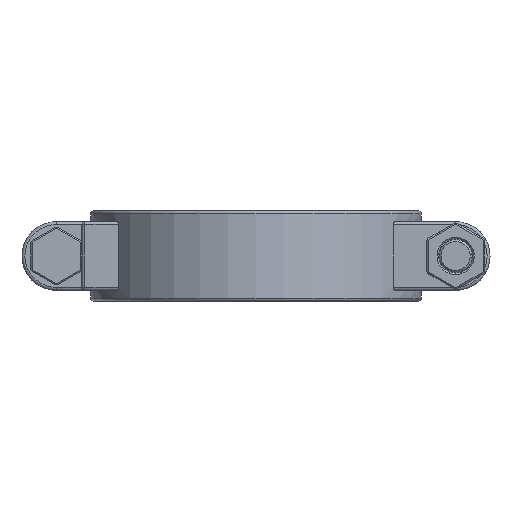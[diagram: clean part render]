
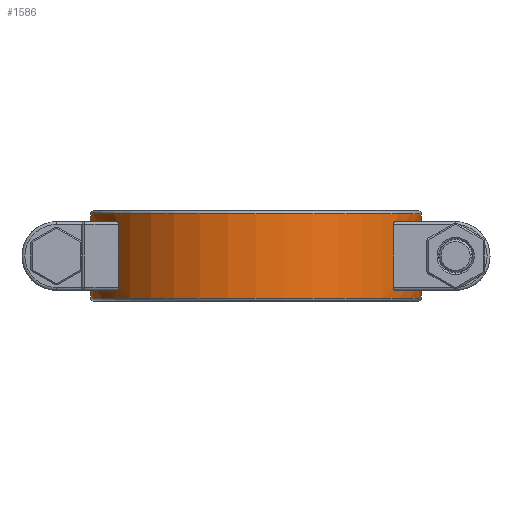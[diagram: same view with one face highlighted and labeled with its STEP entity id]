
A CAD part, front view. The second image highlights one B-rep face of the part: STEP entity #1586.
In plain terms, the highlighted cylindrical face has radius 45.244 mm (diameter 90.488 mm), a partial arc.
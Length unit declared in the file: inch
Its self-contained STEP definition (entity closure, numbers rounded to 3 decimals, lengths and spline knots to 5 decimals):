
#168=CARTESIAN_POINT('',(-1.48079,0.99,-0.33875));
#169=VERTEX_POINT('',#168);
#170=CARTESIAN_POINT('',(-1.50122,0.95875,-0.37));
#171=VERTEX_POINT('',#170);
#172=CARTESIAN_POINT('',(-1.50122,0.95875,-0.37));
#173=CARTESIAN_POINT('',(-1.49867,0.96273,-0.37));
#174=CARTESIAN_POINT('',(-1.49592,0.96701,-0.3692));
#175=CARTESIAN_POINT('',(-1.49074,0.97498,-0.36581));
#176=CARTESIAN_POINT('',(-1.48832,0.97866,-0.36322));
#177=CARTESIAN_POINT('',(-1.48477,0.98403,-0.35747));
#178=CARTESIAN_POINT('',(-1.48331,0.98623,-0.35415));
#179=CARTESIAN_POINT('',(-1.48131,0.98922,-0.34674));
#180=CARTESIAN_POINT('',(-1.48079,0.99,-0.34265));
#181=CARTESIAN_POINT('',(-1.48079,0.99,-0.33875));
#182=B_SPLINE_CURVE_WITH_KNOTS('',3,(#172,#173,#174,#175,#176,#177,#178,#179,#180,#181),.UNSPECIFIED.,.F.,.U.,(4,2,2,2,4),(0.1306,0.16663,0.20265,0.23235,0.26205),.UNSPECIFIED.);
#183=EDGE_CURVE('',#169,#171,#182,.F.);
#206=CARTESIAN_POINT('',(-1.50122,0.95875,0.37));
#207=VERTEX_POINT('',#206);
#208=CARTESIAN_POINT('',(-1.48079,0.99,0.33875));
#209=VERTEX_POINT('',#208);
#210=CARTESIAN_POINT('',(-1.48079,0.99,0.33875));
#211=CARTESIAN_POINT('',(-1.48079,0.99,0.34265));
#212=CARTESIAN_POINT('',(-1.48131,0.98922,0.34674));
#213=CARTESIAN_POINT('',(-1.48331,0.98623,0.35415));
#214=CARTESIAN_POINT('',(-1.48477,0.98403,0.35747));
#215=CARTESIAN_POINT('',(-1.48832,0.97866,0.36322));
#216=CARTESIAN_POINT('',(-1.49074,0.97498,0.36581));
#217=CARTESIAN_POINT('',(-1.49592,0.96701,0.3692));
#218=CARTESIAN_POINT('',(-1.49867,0.96273,0.37));
#219=CARTESIAN_POINT('',(-1.50122,0.95875,0.37));
#220=B_SPLINE_CURVE_WITH_KNOTS('',3,(#210,#211,#212,#213,#214,#215,#216,#217,#218,#219),.UNSPECIFIED.,.F.,.U.,(4,2,2,2,4),(0.0,0.0297,0.0594,0.09542,0.13145),.UNSPECIFIED.);
#221=EDGE_CURVE('',#207,#209,#220,.F.);
#261=CARTESIAN_POINT('',(-1.78097,0.03181,0.37));
#262=VERTEX_POINT('',#261);
#270=CARTESIAN_POINT('',(0.0,0.0,0.37));
#271=DIRECTION('',(0.0,0.0,1.0));
#272=DIRECTION('',(1.0,0.0,0.0));
#273=AXIS2_PLACEMENT_3D('',#270,#271,#272);
#274=CIRCLE('',#273,1.78125);
#275=EDGE_CURVE('',#207,#262,#274,.T.);
#418=CARTESIAN_POINT('',(-1.48079,0.99,-0.33875));
#419=DIRECTION('',(0.0,0.0,1.0));
#420=VECTOR('',#419,0.6775);
#421=LINE('',#418,#420);
#422=EDGE_CURVE('',#169,#209,#421,.T.);
#991=CARTESIAN_POINT('',(-1.78097,0.03181,0.45375));
#992=VERTEX_POINT('',#991);
#1000=CARTESIAN_POINT('',(-1.78097,0.03181,0.45375));
#1001=DIRECTION('',(0.0,0.0,-1.0));
#1002=VECTOR('',#1001,0.08375);
#1003=LINE('',#1000,#1002);
#1004=EDGE_CURVE('',#992,#262,#1003,.T.);
#1030=CARTESIAN_POINT('',(-1.78097,0.03181,-0.45375));
#1031=VERTEX_POINT('',#1030);
#1056=CARTESIAN_POINT('',(-1.78097,0.03181,-0.37));
#1057=VERTEX_POINT('',#1056);
#1065=CARTESIAN_POINT('',(-1.78097,0.03181,-0.37));
#1066=DIRECTION('',(0.0,0.0,-1.0));
#1067=VECTOR('',#1066,0.08375);
#1068=LINE('',#1065,#1067);
#1069=EDGE_CURVE('',#1057,#1031,#1068,.T.);
#1445=CARTESIAN_POINT('',(0.0,0.0,-0.37));
#1446=DIRECTION('',(0.0,0.0,-1.0));
#1447=DIRECTION('',(1.0,0.0,0.0));
#1448=AXIS2_PLACEMENT_3D('',#1445,#1446,#1447);
#1449=CIRCLE('',#1448,1.78125);
#1450=EDGE_CURVE('',#1057,#171,#1449,.T.);
#1484=CARTESIAN_POINT('',(0.0,0.0,0.));
#1485=DIRECTION('',(0.0,0.0,1.0));
#1486=DIRECTION('',(1.0,0.0,0.0));
#1487=AXIS2_PLACEMENT_3D('',#1484,#1485,#1486);
#1488=CYLINDRICAL_SURFACE('',#1487,1.78125);
#1489=ORIENTED_EDGE('',*,*,#1069,.F.);
#1490=ORIENTED_EDGE('',*,*,#1450,.T.);
#1491=ORIENTED_EDGE('',*,*,#183,.F.);
#1492=ORIENTED_EDGE('',*,*,#422,.T.);
#1493=ORIENTED_EDGE('',*,*,#221,.F.);
#1494=ORIENTED_EDGE('',*,*,#275,.T.);
#1495=ORIENTED_EDGE('',*,*,#1004,.F.);
#1496=CARTESIAN_POINT('',(1.78097,0.03181,0.45375));
#1497=VERTEX_POINT('',#1496);
#1498=CARTESIAN_POINT('',(0.0,0.0,0.45375));
#1499=DIRECTION('',(0.0,0.0,1.0));
#1500=DIRECTION('',(1.0,0.0,0.0));
#1501=AXIS2_PLACEMENT_3D('',#1498,#1499,#1500);
#1502=CIRCLE('',#1501,1.78125);
#1503=EDGE_CURVE('',#1497,#992,#1502,.T.);
#1504=ORIENTED_EDGE('',*,*,#1503,.F.);
#1505=CARTESIAN_POINT('',(1.78097,0.03181,0.37));
#1506=VERTEX_POINT('',#1505);
#1507=CARTESIAN_POINT('',(1.78097,0.03181,0.37));
#1508=DIRECTION('',(0.0,0.0,1.0));
#1509=VECTOR('',#1508,0.08375);
#1510=LINE('',#1507,#1509);
#1511=EDGE_CURVE('',#1506,#1497,#1510,.T.);
#1512=ORIENTED_EDGE('',*,*,#1511,.F.);
#1513=CARTESIAN_POINT('',(1.50122,0.95875,0.37));
#1514=VERTEX_POINT('',#1513);
#1515=CARTESIAN_POINT('',(0.0,0.0,0.37));
#1516=DIRECTION('',(0.0,0.0,1.0));
#1517=DIRECTION('',(1.0,0.0,0.0));
#1518=AXIS2_PLACEMENT_3D('',#1515,#1516,#1517);
#1519=CIRCLE('',#1518,1.78125);
#1520=EDGE_CURVE('',#1506,#1514,#1519,.T.);
#1521=ORIENTED_EDGE('',*,*,#1520,.T.);
#1522=CARTESIAN_POINT('',(1.48079,0.99,0.33875));
#1523=VERTEX_POINT('',#1522);
#1524=CARTESIAN_POINT('',(1.50122,0.95875,0.37));
#1525=CARTESIAN_POINT('',(1.49867,0.96273,0.37));
#1526=CARTESIAN_POINT('',(1.49592,0.96701,0.3692));
#1527=CARTESIAN_POINT('',(1.49074,0.97498,0.36581));
#1528=CARTESIAN_POINT('',(1.48832,0.97866,0.36322));
#1529=CARTESIAN_POINT('',(1.48477,0.98403,0.35747));
#1530=CARTESIAN_POINT('',(1.48331,0.98623,0.35415));
#1531=CARTESIAN_POINT('',(1.48131,0.98922,0.34674));
#1532=CARTESIAN_POINT('',(1.48079,0.99,0.34265));
#1533=CARTESIAN_POINT('',(1.48079,0.99,0.33875));
#1534=B_SPLINE_CURVE_WITH_KNOTS('',3,(#1524,#1525,#1526,#1527,#1528,#1529,#1530,#1531,#1532,#1533),.UNSPECIFIED.,.F.,.U.,(4,2,2,2,4),(-0.13145,-0.09542,-0.0594,-0.0297,0.0),.UNSPECIFIED.);
#1535=EDGE_CURVE('',#1523,#1514,#1534,.F.);
#1536=ORIENTED_EDGE('',*,*,#1535,.F.);
#1537=CARTESIAN_POINT('',(1.48079,0.99,-0.33875));
#1538=VERTEX_POINT('',#1537);
#1539=CARTESIAN_POINT('',(1.48079,0.99,0.33875));
#1540=DIRECTION('',(0.0,0.0,-1.0));
#1541=VECTOR('',#1540,0.6775);
#1542=LINE('',#1539,#1541);
#1543=EDGE_CURVE('',#1523,#1538,#1542,.T.);
#1544=ORIENTED_EDGE('',*,*,#1543,.T.);
#1545=CARTESIAN_POINT('',(1.50122,0.95875,-0.37));
#1546=VERTEX_POINT('',#1545);
#1547=CARTESIAN_POINT('',(1.48079,0.99,-0.33875));
#1548=CARTESIAN_POINT('',(1.48079,0.99,-0.34285));
#1549=CARTESIAN_POINT('',(1.48137,0.98914,-0.34713));
#1550=CARTESIAN_POINT('',(1.48354,0.98588,-0.35482));
#1551=CARTESIAN_POINT('',(1.48514,0.98347,-0.35822));
#1552=CARTESIAN_POINT('',(1.48879,0.97795,-0.36375));
#1553=CARTESIAN_POINT('',(1.49114,0.97436,-0.36614));
#1554=CARTESIAN_POINT('',(1.49614,0.96667,-0.36926));
#1555=CARTESIAN_POINT('',(1.49878,0.96257,-0.37));
#1556=CARTESIAN_POINT('',(1.50122,0.95875,-0.37));
#1557=B_SPLINE_CURVE_WITH_KNOTS('',3,(#1547,#1548,#1549,#1550,#1551,#1552,#1553,#1554,#1555,#1556),.UNSPECIFIED.,.F.,.U.,(4,2,2,2,4),(0.26203,0.29327,0.3245,0.359,0.3935),.UNSPECIFIED.);
#1558=EDGE_CURVE('',#1546,#1538,#1557,.F.);
#1559=ORIENTED_EDGE('',*,*,#1558,.F.);
#1560=CARTESIAN_POINT('',(1.78097,0.03181,-0.37));
#1561=VERTEX_POINT('',#1560);
#1562=CARTESIAN_POINT('',(0.0,0.0,-0.37));
#1563=DIRECTION('',(0.0,0.0,-1.0));
#1564=DIRECTION('',(1.0,0.0,0.0));
#1565=AXIS2_PLACEMENT_3D('',#1562,#1563,#1564);
#1566=CIRCLE('',#1565,1.78125);
#1567=EDGE_CURVE('',#1546,#1561,#1566,.T.);
#1568=ORIENTED_EDGE('',*,*,#1567,.T.);
#1569=CARTESIAN_POINT('',(1.78097,0.03181,-0.45375));
#1570=VERTEX_POINT('',#1569);
#1571=CARTESIAN_POINT('',(1.78097,0.03181,-0.45375));
#1572=DIRECTION('',(0.0,0.0,1.0));
#1573=VECTOR('',#1572,0.08375);
#1574=LINE('',#1571,#1573);
#1575=EDGE_CURVE('',#1570,#1561,#1574,.T.);
#1576=ORIENTED_EDGE('',*,*,#1575,.F.);
#1577=CARTESIAN_POINT('',(0.0,0.0,-0.45375));
#1578=DIRECTION('',(0.0,0.0,1.0));
#1579=DIRECTION('',(1.0,0.0,0.0));
#1580=AXIS2_PLACEMENT_3D('',#1577,#1578,#1579);
#1581=CIRCLE('',#1580,1.78125);
#1582=EDGE_CURVE('',#1570,#1031,#1581,.T.);
#1583=ORIENTED_EDGE('',*,*,#1582,.T.);
#1584=EDGE_LOOP('',(#1489,#1490,#1491,#1492,#1493,#1494,#1495,#1504,#1512,#1521,#1536,#1544,#1559,#1568,#1576,#1583));
#1585=FACE_OUTER_BOUND('',#1584,.T.);
#1586=ADVANCED_FACE('',(#1585),#1488,.T.);
